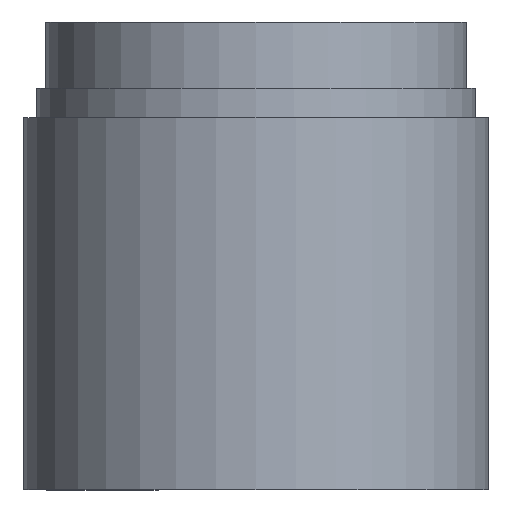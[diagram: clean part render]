
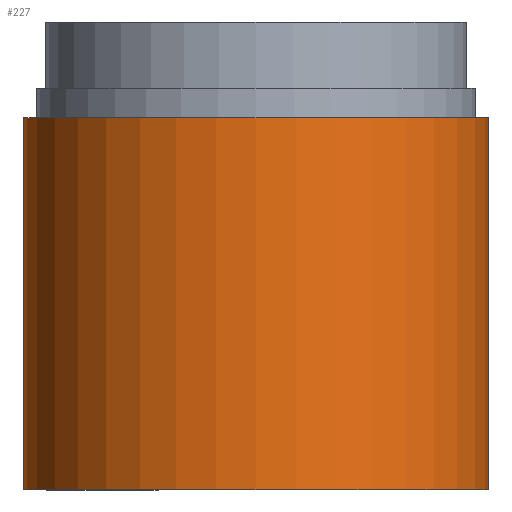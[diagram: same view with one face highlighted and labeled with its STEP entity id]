
A CAD part, front view. The second image highlights one B-rep face of the part: STEP entity #227.
In plain terms, the highlighted cylindrical face has radius 25 mm (diameter 50 mm), a partial arc.
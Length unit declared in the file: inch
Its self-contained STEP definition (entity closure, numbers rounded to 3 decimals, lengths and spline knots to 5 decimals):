
#14 = CIRCLE ( 'NONE', #224, 0.98425 ) ;
#20 = ORIENTED_EDGE ( 'NONE', *, *, #443, .F. ) ;
#45 = CARTESIAN_POINT ( 'NONE',  ( 0.98425, 0., 1.5748 ) ) ;
#54 = ORIENTED_EDGE ( 'NONE', *, *, #208, .T. ) ;
#70 = ORIENTED_EDGE ( 'NONE', *, *, #155, .T. ) ;
#72 = VECTOR ( 'NONE', #452, 39.37008 ) ;
#77 = EDGE_CURVE ( 'NONE', #278, #340, #115, .T. ) ;
#90 = CARTESIAN_POINT ( 'NONE',  ( -0.98425, 0., 1.5748 ) ) ;
#103 = FACE_OUTER_BOUND ( 'NONE', #246, .T. ) ;
#106 = CARTESIAN_POINT ( 'NONE',  ( 0., 0., 1.5748 ) ) ;
#114 = CARTESIAN_POINT ( 'NONE',  ( 0.98425, 0., 0. ) ) ;
#115 = CIRCLE ( 'NONE', #161, 0.98425 ) ;
#155 = EDGE_CURVE ( 'NONE', #340, #220, #217, .T. ) ;
#161 = AXIS2_PLACEMENT_3D ( 'NONE', #285, #317, #433 ) ;
#180 = CARTESIAN_POINT ( 'NONE',  ( -0.98425, 0., 1.5748 ) ) ;
#208 = EDGE_CURVE ( 'NONE', #220, #226, #14, .T. ) ;
#213 = CARTESIAN_POINT ( 'NONE',  ( 0., 0., 0. ) ) ;
#217 = LINE ( 'NONE', #180, #244 ) ;
#220 = VERTEX_POINT ( 'NONE', #252 ) ;
#224 = AXIS2_PLACEMENT_3D ( 'NONE', #213, #249, #354 ) ;
#226 = VERTEX_POINT ( 'NONE', #114 ) ;
#227 = ADVANCED_FACE ( 'NONE', ( #103 ), #315, .T. ) ;
#232 = AXIS2_PLACEMENT_3D ( 'NONE', #106, #321, #253 ) ;
#244 = VECTOR ( 'NONE', #426, 39.37008 ) ;
#246 = EDGE_LOOP ( 'NONE', ( #20, #385, #70, #54 ) ) ;
#249 = DIRECTION ( 'NONE',  ( 0., 0., 1. ) ) ;
#252 = CARTESIAN_POINT ( 'NONE',  ( -0.98425, 0., 0. ) ) ;
#253 = DIRECTION ( 'NONE',  ( -1., 0., 0. ) ) ;
#265 = LINE ( 'NONE', #407, #72 ) ;
#278 = VERTEX_POINT ( 'NONE', #45 ) ;
#285 = CARTESIAN_POINT ( 'NONE',  ( 0., 0., 1.5748 ) ) ;
#315 = CYLINDRICAL_SURFACE ( 'NONE', #232, 0.98425 ) ;
#317 = DIRECTION ( 'NONE',  ( 0., 0., -1. ) ) ;
#321 = DIRECTION ( 'NONE',  ( 0., 0., -1. ) ) ;
#340 = VERTEX_POINT ( 'NONE', #90 ) ;
#354 = DIRECTION ( 'NONE',  ( -1., 0., 0. ) ) ;
#385 = ORIENTED_EDGE ( 'NONE', *, *, #77, .T. ) ;
#407 = CARTESIAN_POINT ( 'NONE',  ( 0.98425, 0., 1.5748 ) ) ;
#426 = DIRECTION ( 'NONE',  ( 0., 0., -1. ) ) ;
#433 = DIRECTION ( 'NONE',  ( -1., 0., 0. ) ) ;
#443 = EDGE_CURVE ( 'NONE', #278, #226, #265, .T. ) ;
#452 = DIRECTION ( 'NONE',  ( 0., 0., -1. ) ) ;
